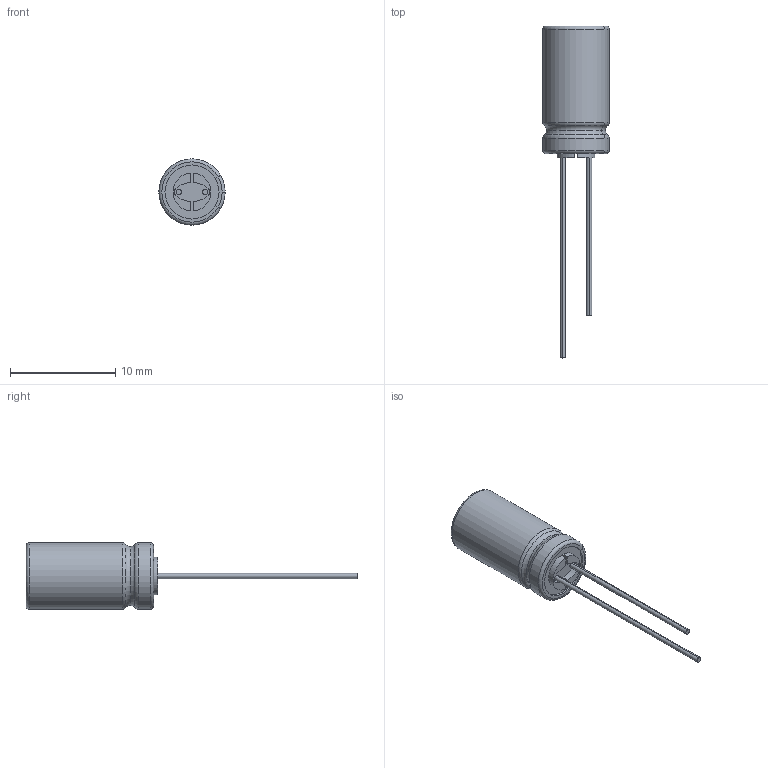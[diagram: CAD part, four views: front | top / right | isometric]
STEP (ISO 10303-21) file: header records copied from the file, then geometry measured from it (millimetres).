
FILE_DESCRIPTION (( 'STEP AP214' ), '1' );
FILE_NAME ('UPM2A120MED.STEP', '2021-04-16T07:38:48', ( '' ), ( '' ), 'SwSTEP 2.0', 'SolidWorks 2017', '' );
FILE_SCHEMA (( 'AUTOMOTIVE_DESIGN' ));
Length unit declared in the file: millimetre
Products named in the file (1): UPM2A120MED
Bounding box: 6.3 x 31.5 x 6.3 mm (x, y, z)
Volume: 374.2 mm3; surface area: 612.8 mm2
Topology: 6 solids, 6 shells, 84 faces, 203 edges, 133 vertices
Faces by surface type: plane 38, cylinder 28, torus 18
Entity records: 2579 total; most frequent: DIRECTION 482, CARTESIAN_POINT 421, ORIENTED_EDGE 406, EDGE_CURVE 203, AXIS2_PLACEMENT_3D 194, VERTEX_POINT 133, CIRCLE 109, VECTOR 94
